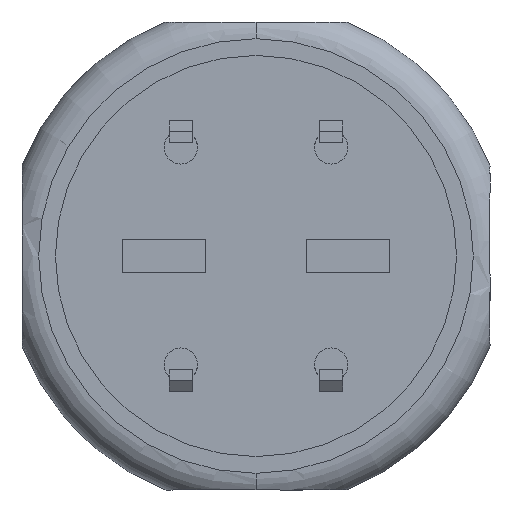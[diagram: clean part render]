
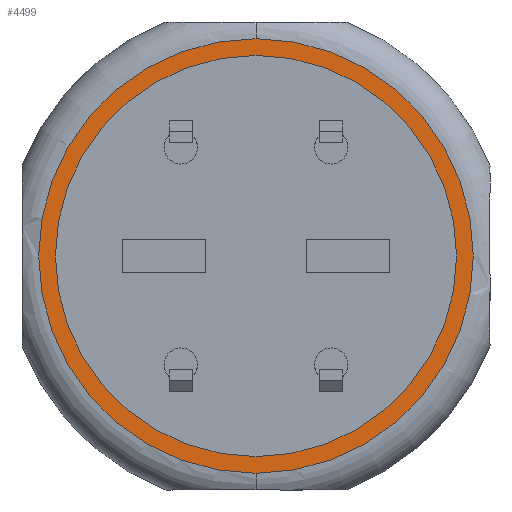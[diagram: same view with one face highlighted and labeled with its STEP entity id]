
A CAD part, front view. The second image highlights one B-rep face of the part: STEP entity #4499.
In plain terms, the highlighted planar face has unit normal (0, -1, 0).
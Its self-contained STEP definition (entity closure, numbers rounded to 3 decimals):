
#446 = EDGE_CURVE ( 'NONE', #3981, #2125, #4164, .T. ) ;
#653 = DIRECTION ( 'NONE',  ( 0., -1., 0. ) ) ;
#775 = VERTEX_POINT ( 'NONE', #2443 ) ;
#1073 = CARTESIAN_POINT ( 'NONE',  ( 0., 6.8, 0. ) ) ;
#1120 = CIRCLE ( 'NONE', #4031, 6. ) ;
#1270 = EDGE_CURVE ( 'NONE', #775, #2311, #5096, .T. ) ;
#1303 = CARTESIAN_POINT ( 'NONE',  ( 0., 6.8, 0. ) ) ;
#1496 = AXIS2_PLACEMENT_3D ( 'NONE', #2906, #3323, #5007 ) ;
#1503 = DIRECTION ( 'NONE',  ( 0., -1., 0. ) ) ;
#1691 = CARTESIAN_POINT ( 'NONE',  ( 0., 6.8, 6. ) ) ;
#1775 = DIRECTION ( 'NONE',  ( 0., -1., 0. ) ) ;
#1785 = AXIS2_PLACEMENT_3D ( 'NONE', #2575, #1775, #4232 ) ;
#1838 = EDGE_CURVE ( 'NONE', #2311, #775, #1120, .T. ) ;
#1888 = CARTESIAN_POINT ( 'NONE',  ( 0., 6.8, 6.5 ) ) ;
#2125 = VERTEX_POINT ( 'NONE', #1888 ) ;
#2168 = EDGE_CURVE ( 'NONE', #2125, #3981, #3151, .T. ) ;
#2311 = VERTEX_POINT ( 'NONE', #1691 ) ;
#2332 = CARTESIAN_POINT ( 'NONE',  ( 0., 6.8, 0. ) ) ;
#2443 = CARTESIAN_POINT ( 'NONE',  ( 0., 6.8, -6. ) ) ;
#2575 = CARTESIAN_POINT ( 'NONE',  ( 0., 6.8, 0. ) ) ;
#2608 = CARTESIAN_POINT ( 'NONE',  ( 0., 6.8, -6.5 ) ) ;
#2626 = AXIS2_PLACEMENT_3D ( 'NONE', #1073, #653, #4832 ) ;
#2662 = ORIENTED_EDGE ( 'NONE', *, *, #2168, .T. ) ;
#2840 = ORIENTED_EDGE ( 'NONE', *, *, #446, .T. ) ;
#2906 = CARTESIAN_POINT ( 'NONE',  ( -2.5, 6.8, 2.449 ) ) ;
#3151 = CIRCLE ( 'NONE', #4119, 6.5 ) ;
#3323 = DIRECTION ( 'NONE',  ( 0., -1., 0. ) ) ;
#3338 = EDGE_LOOP ( 'NONE', ( #4805, #3392 ) ) ;
#3392 = ORIENTED_EDGE ( 'NONE', *, *, #1838, .F. ) ;
#3981 = VERTEX_POINT ( 'NONE', #2608 ) ;
#4031 = AXIS2_PLACEMENT_3D ( 'NONE', #2332, #1503, #4925 ) ;
#4119 = AXIS2_PLACEMENT_3D ( 'NONE', #1303, #4617, #4673 ) ;
#4164 = CIRCLE ( 'NONE', #1785, 6.5 ) ;
#4232 = DIRECTION ( 'NONE',  ( 0., 0., -1. ) ) ;
#4479 = FACE_BOUND ( 'NONE', #3338, .T. ) ;
#4499 = ADVANCED_FACE ( 'NONE', ( #5426, #4479 ), #5396, .T. ) ;
#4617 = DIRECTION ( 'NONE',  ( 0., -1., 0. ) ) ;
#4673 = DIRECTION ( 'NONE',  ( 0., 0., -1. ) ) ;
#4805 = ORIENTED_EDGE ( 'NONE', *, *, #1270, .F. ) ;
#4832 = DIRECTION ( 'NONE',  ( 0., 0., -1. ) ) ;
#4897 = EDGE_LOOP ( 'NONE', ( #2840, #2662 ) ) ;
#4925 = DIRECTION ( 'NONE',  ( 0., 0., -1. ) ) ;
#5007 = DIRECTION ( 'NONE',  ( 0., 0., -1. ) ) ;
#5096 = CIRCLE ( 'NONE', #2626, 6. ) ;
#5396 = PLANE ( 'NONE',  #1496 ) ;
#5426 = FACE_OUTER_BOUND ( 'NONE', #4897, .T. ) ;
